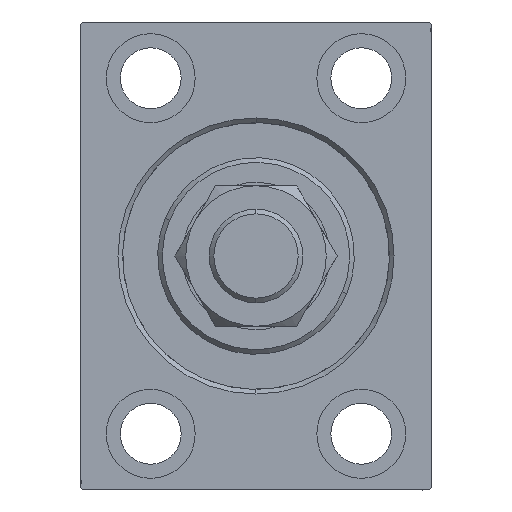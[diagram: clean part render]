
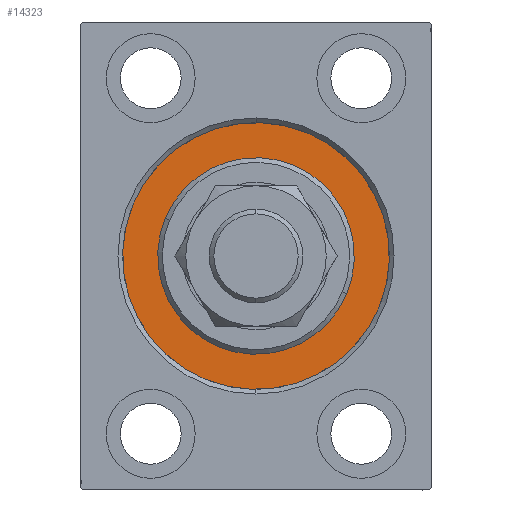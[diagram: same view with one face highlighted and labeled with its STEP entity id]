
A CAD part, left-side view. The second image highlights one B-rep face of the part: STEP entity #14323.
In plain terms, the highlighted face is planar.
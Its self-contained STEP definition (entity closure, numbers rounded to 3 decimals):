
#38 = DIRECTION ( 'NONE',  ( 0., 0., -1. ) ) ;
#261 = AXIS2_PLACEMENT_3D ( 'NONE', #38692, #21148, #35229 ) ;
#266 = CARTESIAN_POINT ( 'NONE',  ( 0., 0., 0. ) ) ;
#1386 = CARTESIAN_POINT ( 'NONE',  ( 0., 0., 21. ) ) ;
#3327 = CARTESIAN_POINT ( 'NONE',  ( 0., 0., 0. ) ) ;
#3741 = ORIENTED_EDGE ( 'NONE', *, *, #40943, .F. ) ;
#4378 = CIRCLE ( 'NONE', #20600, 21. ) ;
#7771 = DIRECTION ( 'NONE',  ( 1., 0., 0. ) ) ;
#8167 = ORIENTED_EDGE ( 'NONE', *, *, #10919, .F. ) ;
#9099 = AXIS2_PLACEMENT_3D ( 'NONE', #35742, #29034, #14518 ) ;
#10261 = DIRECTION ( 'NONE',  ( 0., 0., 1. ) ) ;
#10768 = VERTEX_POINT ( 'NONE', #1386 ) ;
#10919 = EDGE_CURVE ( 'NONE', #42290, #11589, #40789, .T. ) ;
#11297 = EDGE_CURVE ( 'NONE', #11589, #42290, #20169, .T. ) ;
#11589 = VERTEX_POINT ( 'NONE', #20181 ) ;
#14323 = ADVANCED_FACE ( 'NONE', ( #19291, #33368 ), #29898, .F. ) ;
#14518 = DIRECTION ( 'NONE',  ( 0., 0., 1. ) ) ;
#16627 = ORIENTED_EDGE ( 'NONE', *, *, #11297, .F. ) ;
#18847 = ORIENTED_EDGE ( 'NONE', *, *, #40197, .F. ) ;
#19291 = FACE_BOUND ( 'NONE', #45411, .T. ) ;
#19900 = AXIS2_PLACEMENT_3D ( 'NONE', #266, #24738, #38 ) ;
#20169 = CIRCLE ( 'NONE', #261, 28.5 ) ;
#20181 = CARTESIAN_POINT ( 'NONE',  ( 0., 0., -28.5 ) ) ;
#20600 = AXIS2_PLACEMENT_3D ( 'NONE', #38931, #7771, #35474 ) ;
#21148 = DIRECTION ( 'NONE',  ( -1., 0., 0. ) ) ;
#22832 = CIRCLE ( 'NONE', #19900, 21. ) ;
#24738 = DIRECTION ( 'NONE',  ( 1., 0., 0. ) ) ;
#29034 = DIRECTION ( 'NONE',  ( -1., 0., 0. ) ) ;
#29808 = CARTESIAN_POINT ( 'NONE',  ( 0., 0., 28.5 ) ) ;
#29898 = PLANE ( 'NONE',  #31308 ) ;
#31308 = AXIS2_PLACEMENT_3D ( 'NONE', #3327, #37962, #10261 ) ;
#33269 = VERTEX_POINT ( 'NONE', #38691 ) ;
#33368 = FACE_OUTER_BOUND ( 'NONE', #36591, .T. ) ;
#35229 = DIRECTION ( 'NONE',  ( 0., 0., 1. ) ) ;
#35474 = DIRECTION ( 'NONE',  ( 0., 0., -1. ) ) ;
#35742 = CARTESIAN_POINT ( 'NONE',  ( 0., 0., 0. ) ) ;
#36591 = EDGE_LOOP ( 'NONE', ( #16627, #8167 ) ) ;
#37962 = DIRECTION ( 'NONE',  ( -1., 0., 0. ) ) ;
#38691 = CARTESIAN_POINT ( 'NONE',  ( 0., 0., -21. ) ) ;
#38692 = CARTESIAN_POINT ( 'NONE',  ( 0., 0., 0. ) ) ;
#38931 = CARTESIAN_POINT ( 'NONE',  ( 0., 0., 0. ) ) ;
#40197 = EDGE_CURVE ( 'NONE', #10768, #33269, #4378, .T. ) ;
#40789 = CIRCLE ( 'NONE', #9099, 28.5 ) ;
#40943 = EDGE_CURVE ( 'NONE', #33269, #10768, #22832, .T. ) ;
#42290 = VERTEX_POINT ( 'NONE', #29808 ) ;
#45411 = EDGE_LOOP ( 'NONE', ( #18847, #3741 ) ) ;
